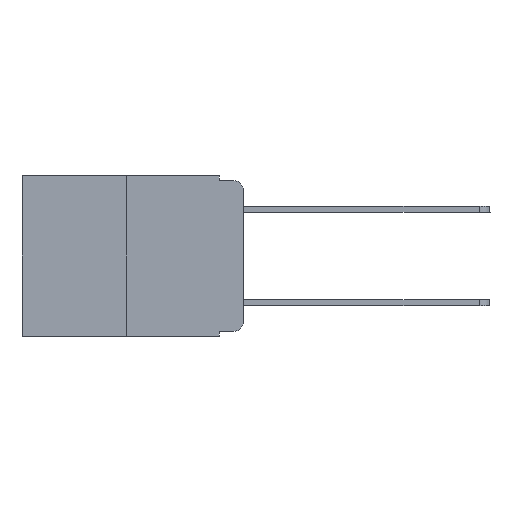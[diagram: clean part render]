
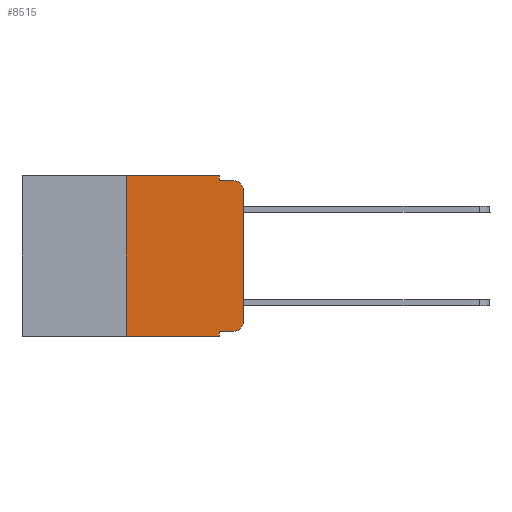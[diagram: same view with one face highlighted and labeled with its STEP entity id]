
A CAD part, left-side view. The second image highlights one B-rep face of the part: STEP entity #8515.
In plain terms, the highlighted planar face has unit normal (-1, 0, 0).
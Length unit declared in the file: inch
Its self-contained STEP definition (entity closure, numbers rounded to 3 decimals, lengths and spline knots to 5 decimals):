
#8 = VERTEX_POINT ( 'NONE', #20736 ) ;
#596 = CARTESIAN_POINT ( 'NONE',  ( 0., 0.051, -0.01 ) ) ;
#813 = CARTESIAN_POINT ( 'NONE',  ( 0., 0.02, -0.333 ) ) ;
#1017 = AXIS2_PLACEMENT_3D ( 'NONE', #9805, #17396, #6162 ) ;
#1019 = VECTOR ( 'NONE', #16739, 39.37008 ) ;
#1037 = ORIENTED_EDGE ( 'NONE', *, *, #22215, .T. ) ;
#1660 = VERTEX_POINT ( 'NONE', #7989 ) ;
#2043 = CARTESIAN_POINT ( 'NONE',  ( 0., 0.051, -0.01 ) ) ;
#2606 = CARTESIAN_POINT ( 'NONE',  ( 0., 0.051, 0. ) ) ;
#2942 = CIRCLE ( 'NONE', #1017, 0.02 ) ;
#3165 = EDGE_CURVE ( 'NONE', #21255, #15375, #23212, .T. ) ;
#3405 = CARTESIAN_POINT ( 'NONE',  ( 0., 0.051, 0. ) ) ;
#4060 = LINE ( 'NONE', #10254, #16802 ) ;
#4093 = CARTESIAN_POINT ( 'NONE',  ( 0., 0., -0.313 ) ) ;
#4100 = ORIENTED_EDGE ( 'NONE', *, *, #6735, .T. ) ;
#4523 = VECTOR ( 'NONE', #16939, 39.37008 ) ;
#5114 = EDGE_LOOP ( 'NONE', ( #1037, #12208, #21406, #11870, #8194, #19601, #8374, #5984, #4100, #13507 ) ) ;
#5155 = CARTESIAN_POINT ( 'NONE',  ( 0., 0.051, -0.333 ) ) ;
#5492 = CARTESIAN_POINT ( 'NONE',  ( 0., 0.02, -0.03 ) ) ;
#5966 = CARTESIAN_POINT ( 'NONE',  ( 0., 0.051, 0. ) ) ;
#5984 = ORIENTED_EDGE ( 'NONE', *, *, #10833, .F. ) ;
#6162 = DIRECTION ( 'NONE',  ( 0., 0., -1. ) ) ;
#6347 = CARTESIAN_POINT ( 'NONE',  ( 0., 0.473, 0. ) ) ;
#6735 = EDGE_CURVE ( 'NONE', #1660, #18276, #7469, .T. ) ;
#7303 = DIRECTION ( 'NONE',  ( 0., 0., -1. ) ) ;
#7469 = LINE ( 'NONE', #5155, #15531 ) ;
#7526 = EDGE_CURVE ( 'NONE', #18276, #11984, #2942, .T. ) ;
#7694 = DIRECTION ( 'NONE',  ( 0., 0., 1. ) ) ;
#7857 = EDGE_CURVE ( 'NONE', #17707, #11764, #15345, .T. ) ;
#7989 = CARTESIAN_POINT ( 'NONE',  ( 0., 0.051, -0.333 ) ) ;
#8194 = ORIENTED_EDGE ( 'NONE', *, *, #11321, .F. ) ;
#8200 = VECTOR ( 'NONE', #7694, 39.37008 ) ;
#8288 = LINE ( 'NONE', #15029, #1019 ) ;
#8293 = CARTESIAN_POINT ( 'NONE',  ( 0., 0., -0.03 ) ) ;
#8374 = ORIENTED_EDGE ( 'NONE', *, *, #16262, .T. ) ;
#8401 = DIRECTION ( 'NONE',  ( 0., 0., -1. ) ) ;
#8515 = ADVANCED_FACE ( 'NONE', ( #12752 ), #22927, .F. ) ;
#8573 = DIRECTION ( 'NONE',  ( 0., -1., 0. ) ) ;
#9101 = LINE ( 'NONE', #596, #23252 ) ;
#9805 = CARTESIAN_POINT ( 'NONE',  ( 0., 0.02, -0.313 ) ) ;
#10254 = CARTESIAN_POINT ( 'NONE',  ( 0., 0.473, -0.343 ) ) ;
#10327 = AXIS2_PLACEMENT_3D ( 'NONE', #5492, #22338, #7303 ) ;
#10570 = DIRECTION ( 'NONE',  ( 0., -1., 0. ) ) ;
#10833 = EDGE_CURVE ( 'NONE', #1660, #8, #19250, .T. ) ;
#10834 = DIRECTION ( 'NONE',  ( 0., 0., -1. ) ) ;
#11321 = EDGE_CURVE ( 'NONE', #14443, #21255, #8288, .T. ) ;
#11764 = VERTEX_POINT ( 'NONE', #18093 ) ;
#11870 = ORIENTED_EDGE ( 'NONE', *, *, #3165, .F. ) ;
#11984 = VERTEX_POINT ( 'NONE', #4093 ) ;
#12208 = ORIENTED_EDGE ( 'NONE', *, *, #7857, .T. ) ;
#12555 = LINE ( 'NONE', #18824, #8200 ) ;
#12665 = EDGE_CURVE ( 'NONE', #15375, #11764, #9101, .T. ) ;
#12752 = FACE_OUTER_BOUND ( 'NONE', #5114, .T. ) ;
#13156 = EDGE_CURVE ( 'NONE', #17083, #14443, #12555, .T. ) ;
#13245 = CARTESIAN_POINT ( 'NONE',  ( 0., 0., 0. ) ) ;
#13507 = ORIENTED_EDGE ( 'NONE', *, *, #7526, .T. ) ;
#13539 = DIRECTION ( 'NONE',  ( 0., -1., 0. ) ) ;
#13965 = CARTESIAN_POINT ( 'NONE',  ( 0., 0.25, 0. ) ) ;
#14359 = VECTOR ( 'NONE', #10834, 39.37008 ) ;
#14443 = VERTEX_POINT ( 'NONE', #13965 ) ;
#15029 = CARTESIAN_POINT ( 'NONE',  ( 0., 0.473, 0. ) ) ;
#15100 = VECTOR ( 'NONE', #8401, 39.37008 ) ;
#15345 = CIRCLE ( 'NONE', #10327, 0.02 ) ;
#15375 = VERTEX_POINT ( 'NONE', #2043 ) ;
#15531 = VECTOR ( 'NONE', #10570, 39.37008 ) ;
#16262 = EDGE_CURVE ( 'NONE', #17083, #8, #4060, .T. ) ;
#16739 = DIRECTION ( 'NONE',  ( 0., -1., 0. ) ) ;
#16802 = VECTOR ( 'NONE', #8573, 39.37008 ) ;
#16939 = DIRECTION ( 'NONE',  ( 0., 0., 1. ) ) ;
#17083 = VERTEX_POINT ( 'NONE', #19348 ) ;
#17396 = DIRECTION ( 'NONE',  ( -1., 0., 0. ) ) ;
#17707 = VERTEX_POINT ( 'NONE', #8293 ) ;
#18093 = CARTESIAN_POINT ( 'NONE',  ( 0., 0.02, -0.01 ) ) ;
#18276 = VERTEX_POINT ( 'NONE', #813 ) ;
#18824 = CARTESIAN_POINT ( 'NONE',  ( 0., 0.25, 0. ) ) ;
#19250 = LINE ( 'NONE', #3405, #14359 ) ;
#19348 = CARTESIAN_POINT ( 'NONE',  ( 0., 0.25, -0.343 ) ) ;
#19418 = DIRECTION ( 'NONE',  ( 0., 0., -1. ) ) ;
#19601 = ORIENTED_EDGE ( 'NONE', *, *, #13156, .F. ) ;
#20713 = LINE ( 'NONE', #13245, #4523 ) ;
#20736 = CARTESIAN_POINT ( 'NONE',  ( 0., 0.051, -0.343 ) ) ;
#21255 = VERTEX_POINT ( 'NONE', #2606 ) ;
#21406 = ORIENTED_EDGE ( 'NONE', *, *, #12665, .F. ) ;
#22215 = EDGE_CURVE ( 'NONE', #11984, #17707, #20713, .T. ) ;
#22338 = DIRECTION ( 'NONE',  ( -1., 0., 0. ) ) ;
#22729 = AXIS2_PLACEMENT_3D ( 'NONE', #6347, #23163, #19418 ) ;
#22927 = PLANE ( 'NONE',  #22729 ) ;
#23163 = DIRECTION ( 'NONE',  ( 1., 0., 0. ) ) ;
#23212 = LINE ( 'NONE', #5966, #15100 ) ;
#23252 = VECTOR ( 'NONE', #13539, 39.37008 ) ;
